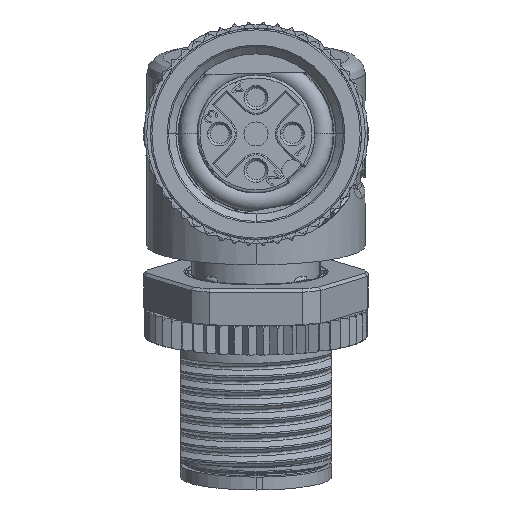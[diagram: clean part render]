
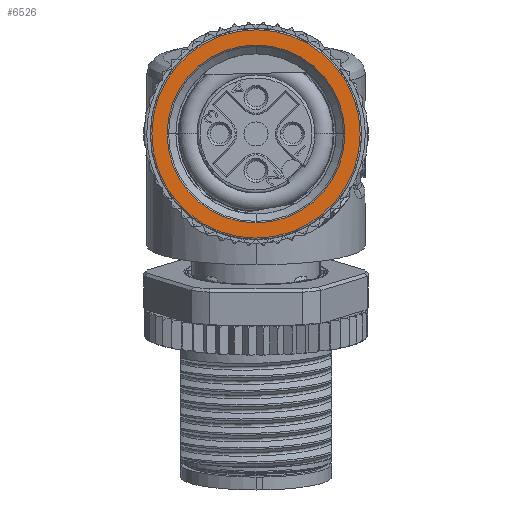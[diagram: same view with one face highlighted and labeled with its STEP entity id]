
A CAD part, front view. The second image highlights one B-rep face of the part: STEP entity #6526.
In plain terms, the highlighted planar face has unit normal (0, -1, 0).
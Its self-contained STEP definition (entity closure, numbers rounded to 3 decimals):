
#6526=ADVANCED_FACE('',(#13194,#13195),#13196,.T.);
#13194=FACE_OUTER_BOUND('',#37285,.T.);
#13195=FACE_BOUND('',#37286,.T.);
#13196=PLANE('',#37287);
#37285=EDGE_LOOP('',(#61849,#61850,#61851,#61852));
#37286=EDGE_LOOP('',(#61853,#61854,#61855,#61856));
#37287=AXIS2_PLACEMENT_3D('',#61857,#61858,#61859);
#61849=ORIENTED_EDGE('',*,*,#70438,.F.);
#61850=ORIENTED_EDGE('',*,*,#68837,.F.);
#61851=ORIENTED_EDGE('',*,*,#70436,.F.);
#61852=ORIENTED_EDGE('',*,*,#68842,.F.);
#61853=ORIENTED_EDGE('',*,*,#70446,.F.);
#61854=ORIENTED_EDGE('',*,*,#68820,.F.);
#61855=ORIENTED_EDGE('',*,*,#68827,.F.);
#61856=ORIENTED_EDGE('',*,*,#70447,.F.);
#61857=CARTESIAN_POINT('',(0.0,-12.4,0.0));
#61858=DIRECTION('',(0.0,-1.0,0.0));
#61859=DIRECTION('',(1.0,0.0,0.0));
#68820=EDGE_CURVE('',#79398,#79396,#79400,.T.);
#68827=EDGE_CURVE('',#79408,#79398,#79410,.T.);
#68837=EDGE_CURVE('',#79426,#79422,#79428,.T.);
#68842=EDGE_CURVE('',#79435,#79431,#79437,.T.);
#70436=EDGE_CURVE('',#79431,#79426,#81727,.T.);
#70438=EDGE_CURVE('',#79422,#79435,#81729,.T.);
#70446=EDGE_CURVE('',#79396,#81738,#81739,.T.);
#70447=EDGE_CURVE('',#81738,#79408,#81740,.T.);
#79396=VERTEX_POINT('',#100830);
#79398=VERTEX_POINT('',#100833);
#79400=CIRCLE('',#100836,6.1);
#79408=VERTEX_POINT('',#100845);
#79410=CIRCLE('',#100848,6.1);
#79422=VERTEX_POINT('',#100860);
#79426=VERTEX_POINT('',#100864);
#79428=CIRCLE('',#100866,7.15);
#79431=VERTEX_POINT('',#100869);
#79435=VERTEX_POINT('',#100873);
#79437=CIRCLE('',#100875,7.15);
#81727=CIRCLE('',#106074,7.15);
#81729=CIRCLE('',#106076,7.15);
#81738=VERTEX_POINT('',#106087);
#81739=CIRCLE('',#106088,6.1);
#81740=CIRCLE('',#106089,6.1);
#100830=CARTESIAN_POINT('',(0.0,-12.4,6.1));
#100833=CARTESIAN_POINT('',(6.1,-12.4,0.0));
#100836=AXIS2_PLACEMENT_3D('',#115857,#115858,#115859);
#100845=CARTESIAN_POINT('',(0.0,-12.4,-6.1));
#100848=AXIS2_PLACEMENT_3D('',#115868,#115869,#115870);
#100860=CARTESIAN_POINT('',(-7.15,-12.4,0.052));
#100864=CARTESIAN_POINT('',(-7.15,-12.4,0.0));
#100866=AXIS2_PLACEMENT_3D('',#115892,#115893,#115894);
#100869=CARTESIAN_POINT('',(7.15,-12.4,-0.052));
#100873=CARTESIAN_POINT('',(7.15,-12.4,0.0));
#100875=AXIS2_PLACEMENT_3D('',#115904,#115905,#115906);
#106074=AXIS2_PLACEMENT_3D('',#117805,#117806,#117807);
#106076=AXIS2_PLACEMENT_3D('',#117808,#117809,#117810);
#106087=CARTESIAN_POINT('',(-6.1,-12.4,0.0));
#106088=AXIS2_PLACEMENT_3D('',#117819,#117820,#117821);
#106089=AXIS2_PLACEMENT_3D('',#117822,#117823,#117824);
#115857=CARTESIAN_POINT('',(0.0,-12.4,0.0));
#115858=DIRECTION('',(0.0,-1.0,0.0));
#115859=DIRECTION('',(1.0,0.0,0.0));
#115868=CARTESIAN_POINT('',(0.0,-12.4,0.0));
#115869=DIRECTION('',(0.0,-1.0,0.0));
#115870=DIRECTION('',(0.0,0.0,-1.0));
#115892=CARTESIAN_POINT('',(0.0,-12.4,0.0));
#115893=DIRECTION('',(0.0,1.0,0.0));
#115894=DIRECTION('',(-1.0,0.0,0.0));
#115904=CARTESIAN_POINT('',(0.0,-12.4,0.0));
#115905=DIRECTION('',(-0.0,1.0,0.0));
#115906=DIRECTION('',(1.0,0.0,0.0));
#117805=CARTESIAN_POINT('',(0.0,-12.4,0.0));
#117806=DIRECTION('',(0.0,1.0,0.0));
#117807=DIRECTION('',(1.,0.0,-0.007));
#117808=CARTESIAN_POINT('',(0.0,-12.4,0.0));
#117809=DIRECTION('',(0.0,1.0,0.0));
#117810=DIRECTION('',(-1.,0.0,0.007));
#117819=CARTESIAN_POINT('',(0.0,-12.4,0.0));
#117820=DIRECTION('',(0.0,-1.0,0.0));
#117821=DIRECTION('',(0.0,0.0,1.0));
#117822=CARTESIAN_POINT('',(0.0,-12.4,0.0));
#117823=DIRECTION('',(0.0,-1.0,0.0));
#117824=DIRECTION('',(-1.0,0.0,0.0));
